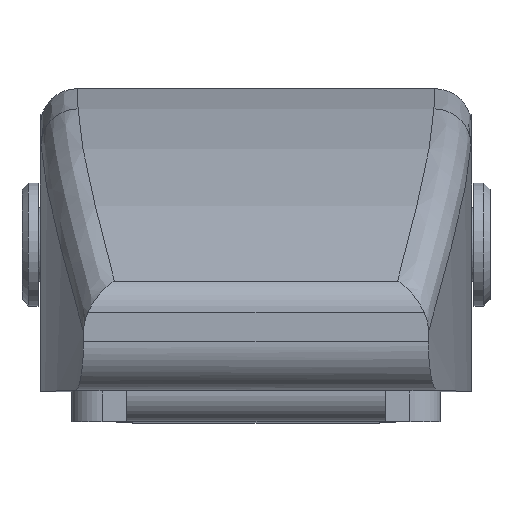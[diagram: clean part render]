
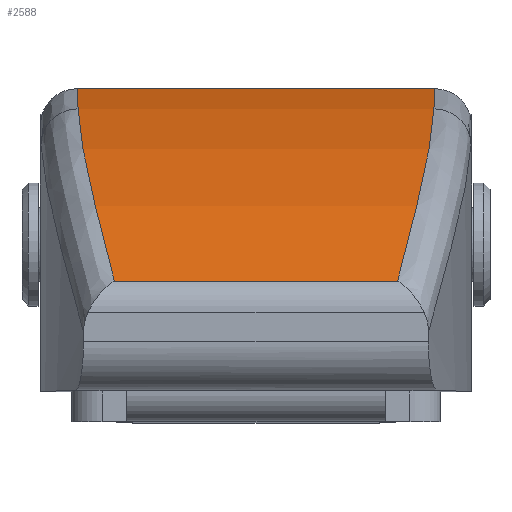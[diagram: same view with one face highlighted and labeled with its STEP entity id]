
A CAD part, top view. The second image highlights one B-rep face of the part: STEP entity #2588.
In plain terms, the highlighted cylindrical face has radius 100 mm (diameter 200 mm), a partial arc.
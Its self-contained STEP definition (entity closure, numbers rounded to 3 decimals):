
#172 = EDGE_CURVE ( 'NONE', #2961, #401, #3110, .T. ) ;
#174 = ORIENTED_EDGE ( 'NONE', *, *, #172, .T. ) ;
#391 = EDGE_CURVE ( 'NONE', #415, #411, #3513, .T. ) ;
#396 = ORIENTED_EDGE ( 'NONE', *, *, #410, .T. ) ;
#397 = VERTEX_POINT ( 'NONE', #3492 ) ;
#399 = ORIENTED_EDGE ( 'NONE', *, *, #400, .T. ) ;
#400 = EDGE_CURVE ( 'NONE', #401, #403, #3491, .T. ) ;
#401 = VERTEX_POINT ( 'NONE', #3487 ) ;
#403 = VERTEX_POINT ( 'NONE', #3534 ) ;
#404 = ORIENTED_EDGE ( 'NONE', *, *, #406, .T. ) ;
#405 = ORIENTED_EDGE ( 'NONE', *, *, #391, .T. ) ;
#406 = EDGE_CURVE ( 'NONE', #403, #415, #3530, .T. ) ;
#408 = ORIENTED_EDGE ( 'NONE', *, *, #417, .T. ) ;
#410 = EDGE_CURVE ( 'NONE', #397, #2961, #3517, .T. ) ;
#411 = VERTEX_POINT ( 'NONE', #3520 ) ;
#415 = VERTEX_POINT ( 'NONE', #3556 ) ;
#417 = EDGE_CURVE ( 'NONE', #411, #397, #3555, .T. ) ;
#2588 = ADVANCED_FACE ( 'NONE', ( #7236 ), #7235, .T. ) ;
#2711 = EDGE_LOOP ( 'NONE', ( #399, #404, #405, #408, #396, #174 ) ) ;
#2961 = VERTEX_POINT ( 'NONE', #7452 ) ;
#3106 = CARTESIAN_POINT ( 'NONE',  ( -14.501, 30.7, 12.6 ) ) ;
#3107 = CARTESIAN_POINT ( 'NONE',  ( -14.484, 34.353, 12.249 ) ) ;
#3108 = CARTESIAN_POINT ( 'NONE',  ( -14.467, 37.981, 11.698 ) ) ;
#3109 = CARTESIAN_POINT ( 'NONE',  ( -14.45, 41.573, 10.948 ) ) ;
#3110 =( BOUNDED_CURVE ( )  B_SPLINE_CURVE ( 3, ( #3109, #3108, #3107, #3106 ),
 .UNSPECIFIED., .F., .F. ) 
 B_SPLINE_CURVE_WITH_KNOTS ( ( 4, 4 ),
 ( 4.507, 4.617 ),
 .UNSPECIFIED. ) 
 CURVE ( )  GEOMETRIC_REPRESENTATION_ITEM ( )  RATIONAL_B_SPLINE_CURVE ( ( 1., 0.999, 0.999, 1. ) ) 
 REPRESENTATION_ITEM ( '' )  );
#3487 = CARTESIAN_POINT ( 'NONE',  ( -14.501, 30.7, 12.6 ) ) ;
#3488 = DIRECTION ( 'NONE',  ( 1., 0., 0. ) ) ;
#3489 = VECTOR ( 'NONE', #3488, 1000. ) ;
#3490 = CARTESIAN_POINT ( 'NONE',  ( 17.5, 30.7, 12.6 ) ) ;
#3491 = LINE ( 'NONE', #3490, #3489 ) ;
#3492 = CARTESIAN_POINT ( 'NONE',  ( -11.496, 75.635, -3.097 ) ) ;
#3502 = CARTESIAN_POINT ( 'NONE',  ( 11.496, 75.635, -3.097 ) ) ;
#3503 = CARTESIAN_POINT ( 'NONE',  ( 11.937, 73.04, -1.41 ) ) ;
#3504 = CARTESIAN_POINT ( 'NONE',  ( 12.342, 70.358, 0.16 ) ) ;
#3505 = CARTESIAN_POINT ( 'NONE',  ( 13.054, 64.897, 3.028 ) ) ;
#3506 = CARTESIAN_POINT ( 'NONE',  ( 13.362, 62.112, 4.33 ) ) ;
#3507 = CARTESIAN_POINT ( 'NONE',  ( 13.871, 56.433, 6.673 ) ) ;
#3508 = CARTESIAN_POINT ( 'NONE',  ( 14.072, 53.539, 7.714 ) ) ;
#3509 = CARTESIAN_POINT ( 'NONE',  ( 14.354, 47.64, 9.532 ) ) ;
#3510 = CARTESIAN_POINT ( 'NONE',  ( 14.435, 44.636, 10.308 ) ) ;
#3511 = CARTESIAN_POINT ( 'NONE',  ( 14.45, 41.573, 10.948 ) ) ;
#3513 = B_SPLINE_CURVE_WITH_KNOTS ( 'NONE', 3,
 ( #3511, #3510, #3509, #3508, #3507, #3506, #3505, #3504, #3503, #3502 ),
 .UNSPECIFIED., .F., .F.,
 ( 4, 2, 2, 2, 4 ),
 ( 0., 0.009, 0.018, 0.028, 0.037 ),
 .UNSPECIFIED. ) ;
#3517 = B_SPLINE_CURVE_WITH_KNOTS ( 'NONE', 3,
 ( #3519, #3569, #3568, #3567, #3566, #3565, #3564, #3563, #3562, #3561 ),
 .UNSPECIFIED., .F., .F.,
 ( 4, 2, 2, 2, 4 ),
 ( 0., 0.009, 0.019, 0.028, 0.038 ),
 .UNSPECIFIED. ) ;
#3519 = CARTESIAN_POINT ( 'NONE',  ( -11.496, 75.635, -3.097 ) ) ;
#3520 = CARTESIAN_POINT ( 'NONE',  ( 11.496, 75.635, -3.097 ) ) ;
#3526 = CARTESIAN_POINT ( 'NONE',  ( 14.45, 41.573, 10.948 ) ) ;
#3527 = CARTESIAN_POINT ( 'NONE',  ( 14.467, 37.981, 11.698 ) ) ;
#3528 = CARTESIAN_POINT ( 'NONE',  ( 14.484, 34.353, 12.249 ) ) ;
#3529 = CARTESIAN_POINT ( 'NONE',  ( 14.501, 30.7, 12.6 ) ) ;
#3530 =( BOUNDED_CURVE ( )  B_SPLINE_CURVE ( 3, ( #3529, #3528, #3527, #3526 ),
 .UNSPECIFIED., .F., .T. ) 
 B_SPLINE_CURVE_WITH_KNOTS ( ( 4, 4 ),
 ( 4.808, 4.918 ),
 .UNSPECIFIED. ) 
 CURVE ( )  GEOMETRIC_REPRESENTATION_ITEM ( )  RATIONAL_B_SPLINE_CURVE ( ( 1., 0.999, 0.999, 1. ) ) 
 REPRESENTATION_ITEM ( '' )  );
#3534 = CARTESIAN_POINT ( 'NONE',  ( 14.501, 30.7, 12.6 ) ) ;
#3552 = DIRECTION ( 'NONE',  ( -1., 0., 0. ) ) ;
#3553 = VECTOR ( 'NONE', #3552, 1000. ) ;
#3554 = CARTESIAN_POINT ( 'NONE',  ( 17.5, 75.635, -3.097 ) ) ;
#3555 = LINE ( 'NONE', #3554, #3553 ) ;
#3556 = CARTESIAN_POINT ( 'NONE',  ( 14.45, 41.573, 10.948 ) ) ;
#3561 = CARTESIAN_POINT ( 'NONE',  ( -14.45, 41.573, 10.948 ) ) ;
#3562 = CARTESIAN_POINT ( 'NONE',  ( -14.435, 44.636, 10.308 ) ) ;
#3563 = CARTESIAN_POINT ( 'NONE',  ( -14.354, 47.64, 9.532 ) ) ;
#3564 = CARTESIAN_POINT ( 'NONE',  ( -14.072, 53.539, 7.714 ) ) ;
#3565 = CARTESIAN_POINT ( 'NONE',  ( -13.871, 56.433, 6.673 ) ) ;
#3566 = CARTESIAN_POINT ( 'NONE',  ( -13.362, 62.112, 4.33 ) ) ;
#3567 = CARTESIAN_POINT ( 'NONE',  ( -13.054, 64.897, 3.028 ) ) ;
#3568 = CARTESIAN_POINT ( 'NONE',  ( -12.342, 70.358, 0.16 ) ) ;
#3569 = CARTESIAN_POINT ( 'NONE',  ( -11.937, 73.04, -1.41 ) ) ;
#7230 = DIRECTION ( 'NONE',  ( 0., 0., 1. ) ) ;
#7231 = DIRECTION ( 'NONE',  ( -1., 0., 0. ) ) ;
#7232 = CARTESIAN_POINT ( 'NONE',  ( 17.5, 21.137, -86.942 ) ) ;
#7233 = AXIS2_PLACEMENT_3D ( 'NONE', #7232, #7231, #7230 ) ;
#7235 = CYLINDRICAL_SURFACE ( 'NONE', #7233, 100. ) ;
#7236 = FACE_OUTER_BOUND ( 'NONE', #2711, .T. ) ;
#7452 = CARTESIAN_POINT ( 'NONE',  ( -14.45, 41.573, 10.948 ) ) ;
